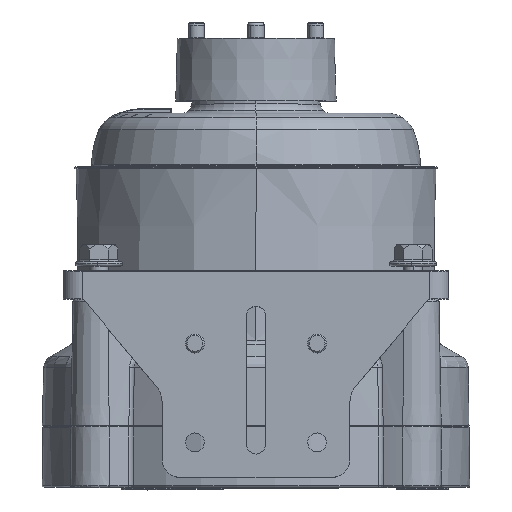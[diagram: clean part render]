
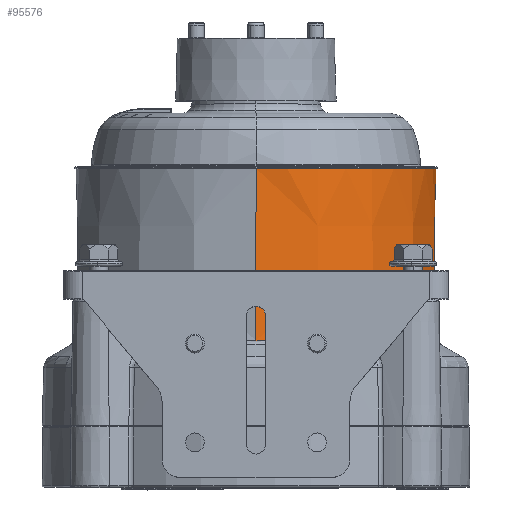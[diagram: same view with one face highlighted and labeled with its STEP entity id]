
A CAD part, top view. The second image highlights one B-rep face of the part: STEP entity #95576.
In plain terms, the highlighted conical face has half-angle 1 degrees and reference radius 38.615 mm.
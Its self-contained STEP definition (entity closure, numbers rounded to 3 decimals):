
#53365=CARTESIAN_POINT('',(19.805,-13.691,
-33.352));
#53370=DIRECTION('',(0.,-1.,-0.02));
#53371=VECTOR('',#53370,8.372);
#53372=CARTESIAN_POINT('',(19.805,-13.691,
-33.352));
#53373=LINE('',#53372,#53371);
#53374=CARTESIAN_POINT('',(20.801,-13.102,
-32.728));
#53375=CARTESIAN_POINT('',(20.612,-13.102,
-32.848));
#53376=CARTESIAN_POINT('',(20.244,-13.265,
-33.08));
#53377=CARTESIAN_POINT('',(19.952,-13.549,
-33.262));
#53378=CARTESIAN_POINT('',(19.805,-13.691,
-33.352));
#53380=DIRECTION('',(-0.02,1.,0.));
#53381=VECTOR('',#53380,8.372);
#53382=CARTESIAN_POINT('',(33.521,-22.061,
-19.806));
#53383=LINE('',#53382,#53381);
#53384=DIRECTION('',(0.02,-1.,0.));
#53385=VECTOR('',#53384,8.372);
#53386=CARTESIAN_POINT('',(33.352,-13.691,
19.805));
#53387=LINE('',#53386,#53385);
#53388=CARTESIAN_POINT('',(19.805,-13.691,
33.352));
#53389=CARTESIAN_POINT('',(19.952,-13.549,
33.262));
#53390=CARTESIAN_POINT('',(20.244,-13.265,
33.08));
#53391=CARTESIAN_POINT('',(20.612,-13.102,
32.848));
#53392=CARTESIAN_POINT('',(20.801,-13.102,
32.728));
#53394=DIRECTION('',(0.,1.,-0.02));
#53395=VECTOR('',#53394,8.372);
#53396=CARTESIAN_POINT('',(19.806,-22.061,
33.521));
#53397=LINE('',#53396,#53395);
#53398=DIRECTION('',(0.,-1.,0.017));
#53399=VECTOR('',#53398,36.676);
#53400=CARTESIAN_POINT('',(0.,14.609,
38.295));
#53401=LINE('',#53400,#53399);
#53402=DIRECTION('',(0.,-1.,-0.017));
#53403=VECTOR('',#53402,36.676);
#53404=CARTESIAN_POINT('',(0.,14.609,
-38.295));
#53405=LINE('',#53404,#53403);
#53406=CARTESIAN_POINT('',(20.801,-13.102,
-32.728));
#53412=CARTESIAN_POINT('',(0.,-13.102,0.));
#53413=DIRECTION('',(0.,-1.,0.));
#53414=DIRECTION('',(0.536,0.,-0.844));
#53415=AXIS2_PLACEMENT_3D('',#53412,#53413,#53414);
#53417=CARTESIAN_POINT('',(32.728,-13.102,
-20.801));
#53418=CARTESIAN_POINT('',(32.778,-13.101,
-20.722));
#53419=CARTESIAN_POINT('',(32.879,-13.128,
-20.562));
#53420=CARTESIAN_POINT('',(33.039,-13.252,
-20.309));
#53421=CARTESIAN_POINT('',(33.194,-13.447,
-20.061));
#53422=CARTESIAN_POINT('',(33.299,-13.604,
-19.891));
#53423=CARTESIAN_POINT('',(33.352,-13.691,
-19.805));
#53429=CARTESIAN_POINT('',(32.728,-13.102,
-20.801));
#53449=CARTESIAN_POINT('',(33.352,-13.691,
-19.805));
#53596=CARTESIAN_POINT('',(0.,-22.061,0.));
#53597=DIRECTION('',(0.,-1.,0.));
#53598=DIRECTION('',(0.861,0.,-0.509));
#53599=AXIS2_PLACEMENT_3D('',#53596,#53597,#53598);
#53611=CARTESIAN_POINT('',(0.,-22.061,0.));
#53612=DIRECTION('',(0.,-1.,0.));
#53613=DIRECTION('',(1.,0.,0.));
#53614=AXIS2_PLACEMENT_3D('',#53611,#53612,#53613);
#55537=CARTESIAN_POINT('',(0.,-22.061,0.));
#55538=DIRECTION('',(0.,-1.,0.));
#55539=DIRECTION('',(0.,0.,-1.));
#55540=AXIS2_PLACEMENT_3D('',#55537,#55538,#55539);
#56475=CARTESIAN_POINT('',(0.,-22.061,0.));
#56476=DIRECTION('',(0.,-1.,0.));
#56477=DIRECTION('',(0.509,0.,0.861));
#56478=AXIS2_PLACEMENT_3D('',#56475,#56476,#56477);
#56511=CARTESIAN_POINT('',(19.805,-13.691,
33.352));
#56747=CARTESIAN_POINT('',(32.728,-13.102,
20.801));
#56753=CARTESIAN_POINT('',(33.352,-13.691,
19.805));
#56754=CARTESIAN_POINT('',(33.299,-13.604,
19.891));
#56755=CARTESIAN_POINT('',(33.194,-13.446,
20.061));
#56756=CARTESIAN_POINT('',(33.039,-13.252,
20.309));
#56757=CARTESIAN_POINT('',(32.879,-13.128,
20.562));
#56758=CARTESIAN_POINT('',(32.778,-13.101,
20.722));
#56759=CARTESIAN_POINT('',(32.728,-13.102,
20.801));
#56767=CARTESIAN_POINT('',(33.352,-13.691,
19.805));
#56769=CARTESIAN_POINT('',(0.,-13.102,0.));
#56770=DIRECTION('',(0.,-1.,0.));
#56771=DIRECTION('',(0.844,0.,0.536));
#56772=AXIS2_PLACEMENT_3D('',#56769,#56770,#56771);
#56778=CARTESIAN_POINT('',(20.801,-13.102,
32.728));
#58598=CARTESIAN_POINT('',(0.,14.609,0.));
#58599=DIRECTION('',(0.,1.,0.));
#58600=DIRECTION('',(0.,0.,1.));
#58601=AXIS2_PLACEMENT_3D('',#58598,#58599,#58600);
#69769=VERTEX_POINT('',#53365);
#69771=VERTEX_POINT('',#53429);
#69772=VERTEX_POINT('',#53406);
#69773=VERTEX_POINT('',#53449);
#69783=CARTESIAN_POINT('',(19.806,-22.061,
-33.521));
#69784=VERTEX_POINT('',#69783);
#69910=CARTESIAN_POINT('',(33.521,-22.061,
-19.806));
#69911=VERTEX_POINT('',#69910);
#69960=CARTESIAN_POINT('',(19.806,-22.061,
33.521));
#69961=VERTEX_POINT('',#69960);
#69966=VERTEX_POINT('',#56511);
#69968=VERTEX_POINT('',#56778);
#69971=VERTEX_POINT('',#56747);
#69972=VERTEX_POINT('',#56767);
#69976=CARTESIAN_POINT('',(33.521,-22.061,
19.806));
#69977=VERTEX_POINT('',#69976);
#74638=CARTESIAN_POINT('',(0.,14.609,
-38.295));
#74639=CARTESIAN_POINT('',(0.,-22.061,
-38.935));
#74640=VERTEX_POINT('',#74638);
#74641=VERTEX_POINT('',#74639);
#74642=CARTESIAN_POINT('',(0.,14.609,
38.295));
#74643=CARTESIAN_POINT('',(0.,-22.061,
38.935));
#74644=VERTEX_POINT('',#74642);
#74645=VERTEX_POINT('',#74643);
#74646=CARTESIAN_POINT('',(38.935,-22.061,0.));
#74647=VERTEX_POINT('',#74646);
#95536=CARTESIAN_POINT('',(0.,-3.726,0.));
#95537=DIRECTION('',(0.,-1.,0.));
#95538=DIRECTION('',(0.,0.,1.));
#95539=AXIS2_PLACEMENT_3D('',#95536,#95537,#95538);
#95540=CONICAL_SURFACE('',#95539,38.615,1.);
#95541=ORIENTED_EDGE('',*,*,#95526,.F.);
#95543=ORIENTED_EDGE('',*,*,#95542,.F.);
#95545=ORIENTED_EDGE('',*,*,#95544,.T.);
#95547=ORIENTED_EDGE('',*,*,#95546,.T.);
#95549=ORIENTED_EDGE('',*,*,#95548,.F.);
#95551=ORIENTED_EDGE('',*,*,#95550,.T.);
#95553=ORIENTED_EDGE('',*,*,#95552,.T.);
#95555=ORIENTED_EDGE('',*,*,#95554,.F.);
#95557=ORIENTED_EDGE('',*,*,#95556,.T.);
#95559=ORIENTED_EDGE('',*,*,#95558,.T.);
#95561=ORIENTED_EDGE('',*,*,#95560,.F.);
#95563=ORIENTED_EDGE('',*,*,#95562,.F.);
#95565=ORIENTED_EDGE('',*,*,#95564,.T.);
#95567=ORIENTED_EDGE('',*,*,#95566,.F.);
#95569=ORIENTED_EDGE('',*,*,#95568,.T.);
#95571=ORIENTED_EDGE('',*,*,#95570,.T.);
#95573=ORIENTED_EDGE('',*,*,#95572,.T.);
#95574=EDGE_LOOP('',(#95541,#95543,#95545,#95547,#95549,#95551,#95553,#95555,
#95557,#95559,#95561,#95563,#95565,#95567,#95569,#95571,#95573));
#95575=FACE_OUTER_BOUND('',#95574,.F.);
#95576=ADVANCED_FACE('',(#95575),#95540,.T.);
#53379=B_SPLINE_CURVE_WITH_KNOTS('',3,(#53374,#53375,#53376,#53377,#53378),
.UNSPECIFIED.,.F.,.F.,(4,1,4),(0.,0.5,1.),.UNSPECIFIED.);
#53393=B_SPLINE_CURVE_WITH_KNOTS('',3,(#53388,#53389,#53390,#53391,#53392),
.UNSPECIFIED.,.F.,.F.,(4,1,4),(0.,0.5,1.),.UNSPECIFIED.);
#53416=CIRCLE('',#53415,38.779);
#53424=B_SPLINE_CURVE_WITH_KNOTS('',3,(#53417,#53418,#53419,#53420,#53421,
#53422,#53423),.UNSPECIFIED.,.F.,.F.,(4,1,1,1,4),(0.,0.25,0.5,0.75,
1.),.UNSPECIFIED.);
#53600=CIRCLE('',#53599,38.935);
#53615=CIRCLE('',#53614,38.935);
#55541=CIRCLE('',#55540,38.935);
#56479=CIRCLE('',#56478,38.935);
#56760=B_SPLINE_CURVE_WITH_KNOTS('',3,(#56753,#56754,#56755,#56756,#56757,
#56758,#56759),.UNSPECIFIED.,.F.,.F.,(4,1,1,1,4),(0.,0.25,0.5,0.75,
1.),.UNSPECIFIED.);
#56773=CIRCLE('',#56772,38.779);
#58602=CIRCLE('',#58601,38.295);
#95526=EDGE_CURVE('',#69769,#69784,#53373,.T.);
#95542=EDGE_CURVE('',#69772,#69769,#53379,.T.);
#95544=EDGE_CURVE('',#69772,#69771,#53416,.T.);
#95546=EDGE_CURVE('',#69771,#69773,#53424,.T.);
#95548=EDGE_CURVE('',#69911,#69773,#53383,.T.);
#95550=EDGE_CURVE('',#69911,#74647,#53600,.T.);
#95552=EDGE_CURVE('',#74647,#69977,#53615,.T.);
#95554=EDGE_CURVE('',#69972,#69977,#53387,.T.);
#95556=EDGE_CURVE('',#69972,#69971,#56760,.T.);
#95558=EDGE_CURVE('',#69971,#69968,#56773,.T.);
#95560=EDGE_CURVE('',#69966,#69968,#53393,.T.);
#95562=EDGE_CURVE('',#69961,#69966,#53397,.T.);
#95564=EDGE_CURVE('',#69961,#74645,#56479,.T.);
#95566=EDGE_CURVE('',#74644,#74645,#53401,.T.);
#95568=EDGE_CURVE('',#74644,#74640,#58602,.T.);
#95570=EDGE_CURVE('',#74640,#74641,#53405,.T.);
#95572=EDGE_CURVE('',#74641,#69784,#55541,.T.);
